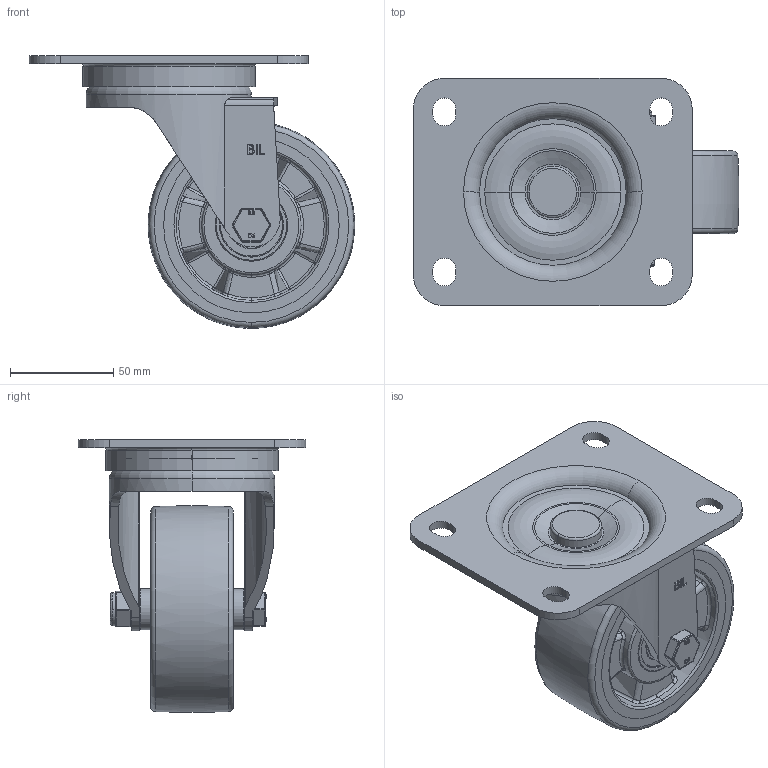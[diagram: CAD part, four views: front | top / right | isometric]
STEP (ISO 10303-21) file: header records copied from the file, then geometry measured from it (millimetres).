
FILE_DESCRIPTION(('STEP AP203'),'1');
FILE_NAME('BZPH100XPNBJ.STEP','2023-02-17T10:51:02',(' '),(' '),'Spatial InterOp 3D',' ',' ');
FILE_SCHEMA(('CONFIG_CONTROL_DESIGN'));
Length unit declared in the file: metre
Products named in the file (28): BZPH100AS; ZINC PLATED, PRESSED STEEL TOP PLATE; ZINC PLATED, PRESSED STEEL FORKS; BEARING SEAL; BZPH100XPNBJ; BZXH100WPNBJM15; POLYURETHANE TYRE; NYLON RIM; BEARING 6202; METAL; METAL2; Pattern; Component1; MIDDLE; RUBBER; RUBBER2; BEARING SPACER; TH15X5X10 - 3; ZINC PLATED HEADED SPACER; HEXBOLTM10X65Z8.8FULL; GRADE 8.8 FULLY THREADED ZINC PLATED BOLT; NYLOC NUT; RUBBER3; NUT; NYLOCM10Z
Assembly tree (48 placements, depth 5):
  BZPH100XPNBJ
    BZPH100AS
      ZINC PLATED, PRESSED STEEL TOP PLATE
      ZINC PLATED, PRESSED STEEL FORKS
      BEARING SEAL
    BZXH100WPNBJM15
      POLYURETHANE TYRE
      NYLON RIM
      BEARING 6202
        METAL
        METAL2
        Pattern
          Component1  x8
        MIDDLE
        RUBBER
        RUBBER2
      BEARING 6202
        METAL
        METAL2
        Pattern
          Component1  x8
        MIDDLE
        RUBBER
        RUBBER2
      BEARING SPACER
    TH15X5X10 - 3
      ZINC PLATED HEADED SPACER
    TH15X5X10 - 3
      ZINC PLATED HEADED SPACER
    HEXBOLTM10X65Z8.8FULL
      GRADE 8.8 FULLY THREADED ZINC PLATED BOLT
    NYLOCM10Z
      NYLOC NUT
        RUBBER3
        NUT
Bounding box: 157.46 x 110 x 131.96 mm (x, y, z)
Volume: 375569.2 mm3; surface area: 170266.1 mm2
Topology: 38 solids, 38 shells, 1580 faces, 3977 edges, 2503 vertices
Faces by surface type: plane 471, cylinder 393, extrusion 330, sphere 164, bspline 100, torus 94, offset 16, cone 12
Entity records: 78047 total; most frequent: CARTESIAN_POINT 49959, ORIENTED_EDGE 5704, DIRECTION 5074, EDGE_CURVE 2852, AXIS2_PLACEMENT_3D 1947, VERTEX_POINT 1815, EDGE_LOOP 1319, VECTOR 1180
